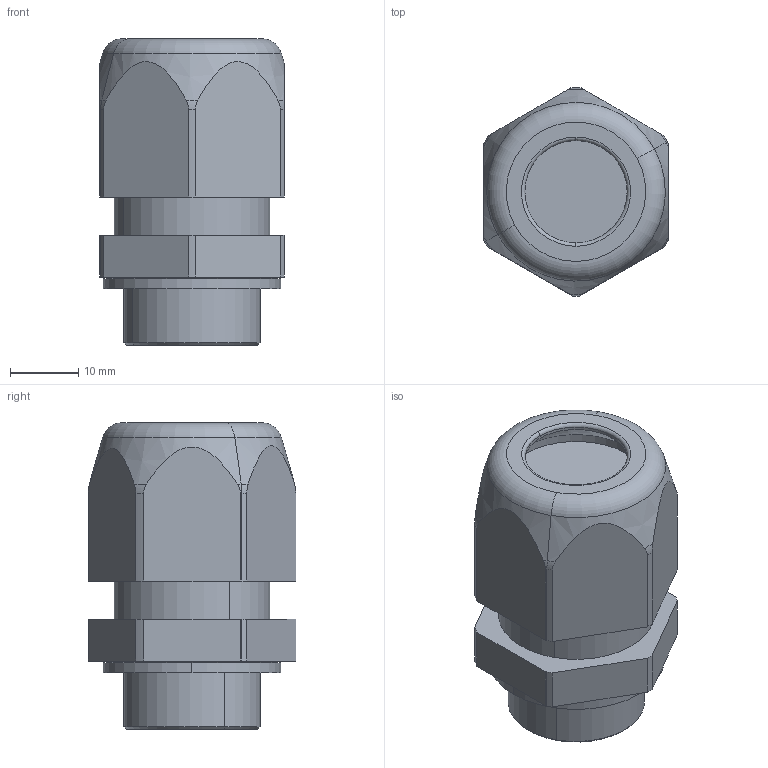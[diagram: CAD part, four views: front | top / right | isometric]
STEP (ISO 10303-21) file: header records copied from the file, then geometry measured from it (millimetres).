
FILE_DESCRIPTION(('CATIA V5 STEP Exchange','CAx-IF Rec.Pracs.--- Model Styling and Organization---1.4--- 2014-01-23'),'2;1');
FILE_NAME ('1210970-3_1_2722120000_2722120000.stp','2020-05-22T07:44:58+00:00',('none'),('Weidmueller'),'CATIA Version 5-6 Release 2016 SP3 HF44','CATIA V5 STEP AP214','none');
FILE_SCHEMA(('AUTOMOTIVE_DESIGN { 1 0 10303 214 1 1 1 1 }'));
Length unit declared in the file: millimetre
Products named in the file (1): 2722120000_VG M20 EXE 11-14 SI7J G4
Bounding box: 27 x 30.5 x 44.93 mm (x, y, z)
Volume: 13252.8 mm3; surface area: 11763.2 mm2
Topology: 4 solids, 4 shells, 85 faces, 198 edges, 126 vertices
Faces by surface type: cylinder 36, plane 25, torus 14, cone 10
Entity records: 2341 total; most frequent: CARTESIAN_POINT 548, ORIENTED_EDGE 396, DIRECTION 276, EDGE_CURVE 198, AXIS2_PLACEMENT_3D 153, VERTEX_POINT 126, CIRCLE 104, EDGE_LOOP 96
